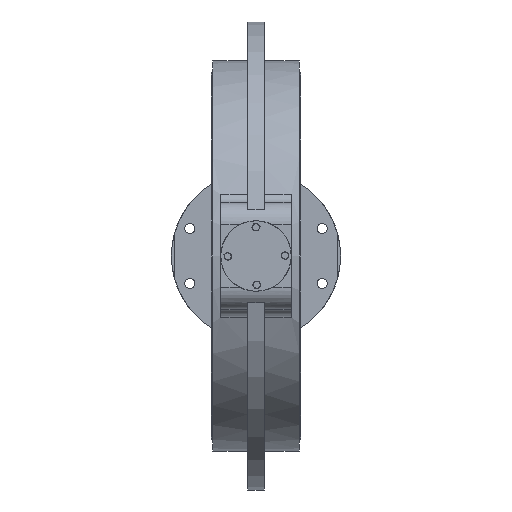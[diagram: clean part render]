
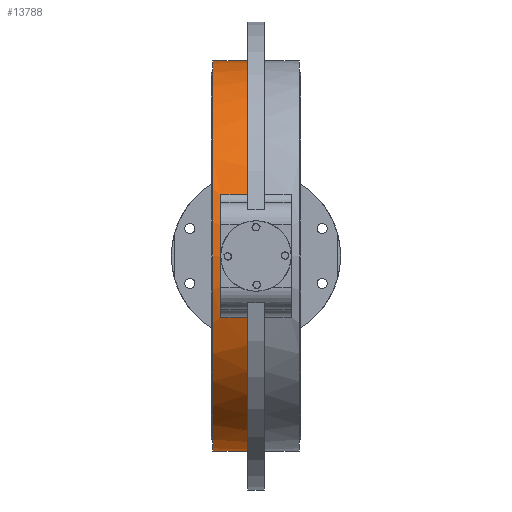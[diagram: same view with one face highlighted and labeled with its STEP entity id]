
A CAD part, front view. The second image highlights one B-rep face of the part: STEP entity #13788.
In plain terms, the highlighted cylindrical face has radius 346.5 mm (diameter 693 mm), a partial arc.
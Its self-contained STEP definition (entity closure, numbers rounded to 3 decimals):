
#429 = DIRECTION ( 'NONE',  ( -1., 0., 0. ) ) ;
#646 = DIRECTION ( 'NONE',  ( -1., 0., 0. ) ) ;
#1268 = CARTESIAN_POINT ( 'NONE',  ( -62.5, 0., 0. ) ) ;
#2028 = VERTEX_POINT ( 'NONE', #2675 ) ;
#2270 = AXIS2_PLACEMENT_3D ( 'NONE', #1268, #15703, #9939 ) ;
#2675 = CARTESIAN_POINT ( 'NONE',  ( -62.5, -329., -108.724 ) ) ;
#2735 = CARTESIAN_POINT ( 'NONE',  ( -15., 0., -346.5 ) ) ;
#2744 = EDGE_LOOP ( 'NONE', ( #13376, #16654, #14407, #5335, #3576, #13639, #18087, #14761 ) ) ;
#3180 = VERTEX_POINT ( 'NONE', #12765 ) ;
#3393 = CARTESIAN_POINT ( 'NONE',  ( -77., 0., 0. ) ) ;
#3576 = ORIENTED_EDGE ( 'NONE', *, *, #16004, .T. ) ;
#3839 = LINE ( 'NONE', #18269, #12580 ) ;
#3853 = AXIS2_PLACEMENT_3D ( 'NONE', #22493, #9968, #8239 ) ;
#4355 = VERTEX_POINT ( 'NONE', #9516 ) ;
#4849 = CIRCLE ( 'NONE', #17369, 346.5 ) ;
#5063 = DIRECTION ( 'NONE',  ( 1., 0., 0. ) ) ;
#5335 = ORIENTED_EDGE ( 'NONE', *, *, #22612, .T. ) ;
#5767 = CARTESIAN_POINT ( 'NONE',  ( 0., 0., 346.5 ) ) ;
#6532 = AXIS2_PLACEMENT_3D ( 'NONE', #15923, #17585, #8895 ) ;
#6734 = CARTESIAN_POINT ( 'NONE',  ( 0., -329., 108.724 ) ) ;
#6936 = CARTESIAN_POINT ( 'NONE',  ( -15., 0., 346.5 ) ) ;
#7433 = VECTOR ( 'NONE', #5063, 1000. ) ;
#8008 = LINE ( 'NONE', #6734, #7433 ) ;
#8239 = DIRECTION ( 'NONE',  ( 0., 0., -1. ) ) ;
#8895 = DIRECTION ( 'NONE',  ( 0., 0., 1. ) ) ;
#9312 = EDGE_CURVE ( 'NONE', #14028, #20903, #4849, .T. ) ;
#9516 = CARTESIAN_POINT ( 'NONE',  ( -15., -329., 108.724 ) ) ;
#9707 = CARTESIAN_POINT ( 'NONE',  ( -15., 0., 0. ) ) ;
#9939 = DIRECTION ( 'NONE',  ( 0., 0., -1. ) ) ;
#9968 = DIRECTION ( 'NONE',  ( -1., 0., 0. ) ) ;
#10264 = CIRCLE ( 'NONE', #11851, 346.5 ) ;
#11432 = CYLINDRICAL_SURFACE ( 'NONE', #6532, 346.5 ) ;
#11453 = EDGE_CURVE ( 'NONE', #16523, #11845, #16890, .T. ) ;
#11845 = VERTEX_POINT ( 'NONE', #16091 ) ;
#11851 = AXIS2_PLACEMENT_3D ( 'NONE', #3393, #14085, #22961 ) ;
#12506 = EDGE_CURVE ( 'NONE', #14028, #18015, #3839, .T. ) ;
#12580 = VECTOR ( 'NONE', #20071, 1000. ) ;
#12765 = CARTESIAN_POINT ( 'NONE',  ( -62.5, -329., 108.724 ) ) ;
#13278 = DIRECTION ( 'NONE',  ( 0., 0., -1. ) ) ;
#13347 = CIRCLE ( 'NONE', #3853, 346.5 ) ;
#13376 = ORIENTED_EDGE ( 'NONE', *, *, #12506, .F. ) ;
#13639 = ORIENTED_EDGE ( 'NONE', *, *, #17048, .T. ) ;
#13788 = ADVANCED_FACE ( 'NONE', ( #19342 ), #11432, .T. ) ;
#13979 = CARTESIAN_POINT ( 'NONE',  ( -77., 0., -346.5 ) ) ;
#14028 = VERTEX_POINT ( 'NONE', #2735 ) ;
#14085 = DIRECTION ( 'NONE',  ( -1., 0., 0. ) ) ;
#14407 = ORIENTED_EDGE ( 'NONE', *, *, #19473, .T. ) ;
#14761 = ORIENTED_EDGE ( 'NONE', *, *, #15970, .F. ) ;
#15016 = DIRECTION ( 'NONE',  ( -1., 0., 0. ) ) ;
#15703 = DIRECTION ( 'NONE',  ( -1., 0., 0. ) ) ;
#15805 = VECTOR ( 'NONE', #429, 1000. ) ;
#15923 = CARTESIAN_POINT ( 'NONE',  ( 0., 0., 0. ) ) ;
#15970 = EDGE_CURVE ( 'NONE', #18015, #11845, #10264, .T. ) ;
#16004 = EDGE_CURVE ( 'NONE', #3180, #4355, #8008, .T. ) ;
#16091 = CARTESIAN_POINT ( 'NONE',  ( -77., 0., 346.5 ) ) ;
#16523 = VERTEX_POINT ( 'NONE', #6936 ) ;
#16654 = ORIENTED_EDGE ( 'NONE', *, *, #9312, .T. ) ;
#16890 = LINE ( 'NONE', #5767, #22778 ) ;
#16925 = CARTESIAN_POINT ( 'NONE',  ( 0., -329., -108.724 ) ) ;
#17048 = EDGE_CURVE ( 'NONE', #4355, #16523, #13347, .T. ) ;
#17369 = AXIS2_PLACEMENT_3D ( 'NONE', #9707, #646, #13278 ) ;
#17585 = DIRECTION ( 'NONE',  ( -1., 0., 0. ) ) ;
#18015 = VERTEX_POINT ( 'NONE', #13979 ) ;
#18087 = ORIENTED_EDGE ( 'NONE', *, *, #11453, .T. ) ;
#18269 = CARTESIAN_POINT ( 'NONE',  ( 0., 0., -346.5 ) ) ;
#19342 = FACE_OUTER_BOUND ( 'NONE', #2744, .T. ) ;
#19456 = LINE ( 'NONE', #16925, #15805 ) ;
#19473 = EDGE_CURVE ( 'NONE', #20903, #2028, #19456, .T. ) ;
#20071 = DIRECTION ( 'NONE',  ( -1., 0., 0. ) ) ;
#20903 = VERTEX_POINT ( 'NONE', #21763 ) ;
#21379 = CIRCLE ( 'NONE', #2270, 346.5 ) ;
#21763 = CARTESIAN_POINT ( 'NONE',  ( -15., -329., -108.724 ) ) ;
#22493 = CARTESIAN_POINT ( 'NONE',  ( -15., 0., 0. ) ) ;
#22612 = EDGE_CURVE ( 'NONE', #2028, #3180, #21379, .T. ) ;
#22778 = VECTOR ( 'NONE', #15016, 1000. ) ;
#22961 = DIRECTION ( 'NONE',  ( 0., 0., 1. ) ) ;
